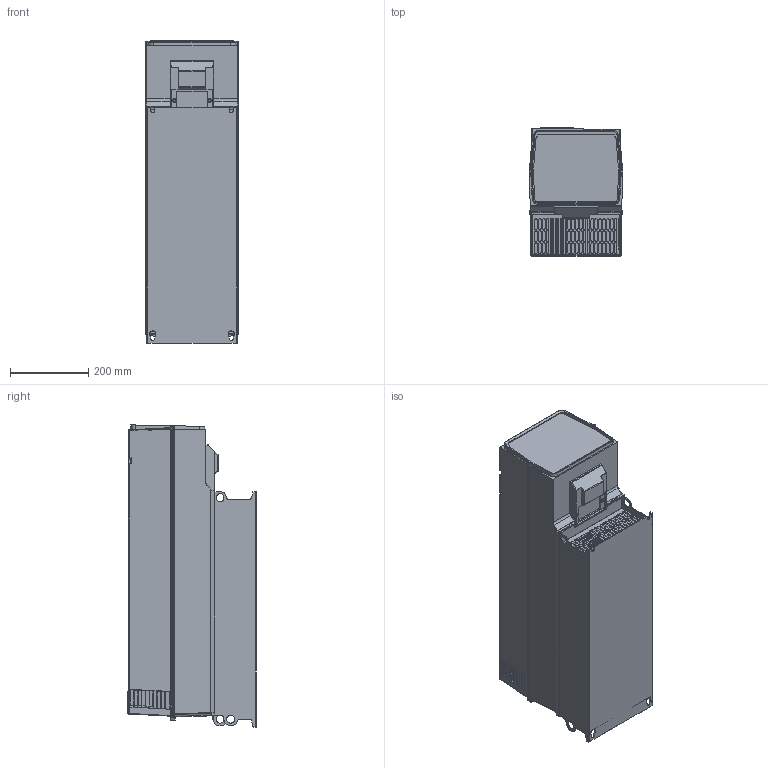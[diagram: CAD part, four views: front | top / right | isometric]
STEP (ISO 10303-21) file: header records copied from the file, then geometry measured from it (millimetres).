
FILE_DESCRIPTION((''),'2;1');
FILE_NAME('ASM0001_SW0001','2020-08-25T10:39:24',('ett15986'),(''),'CREO PARAMETRIC BY PTC INC, 2017260','CREO PARAMETRIC BY PTC INC, 2017260','');
FILE_SCHEMA(('AUTOMOTIVE_DESIGN { 1 0 10303 214 1 1 1 1 }'));
Products named in the file (1): ASM0001_SW0001
Bounding box: 238.96 x 327 x 770.37 mm (x, y, z)
Volume: 49084034.4 mm3; surface area: 1058705 mm2
Topology: 1 solids, 1 shells, 1841 faces, 4908 edges, 3160 vertices
Faces by surface type: plane 1000, cylinder 548, extrusion 110, bspline 105, cone 52, torus 22, sphere 4
Entity records: 80224 total; most frequent: CARTESIAN_POINT 25519, ORIENTED_EDGE 9804, DIRECTION 8491, EDGE_CURVE 4902, VECTOR 3329, LINE 3219, VERTEX_POINT 3160, AXIS2_PLACEMENT_3D 2581
